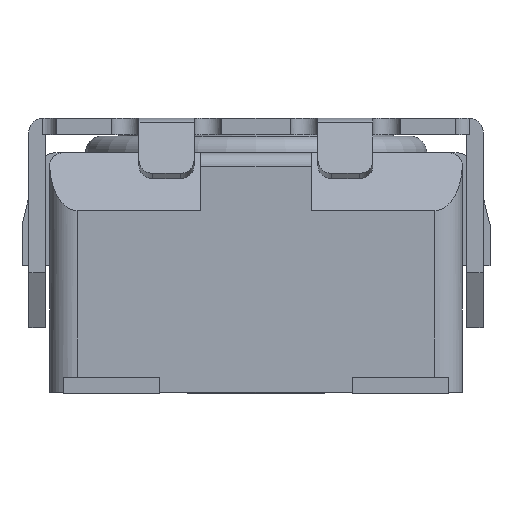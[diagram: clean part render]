
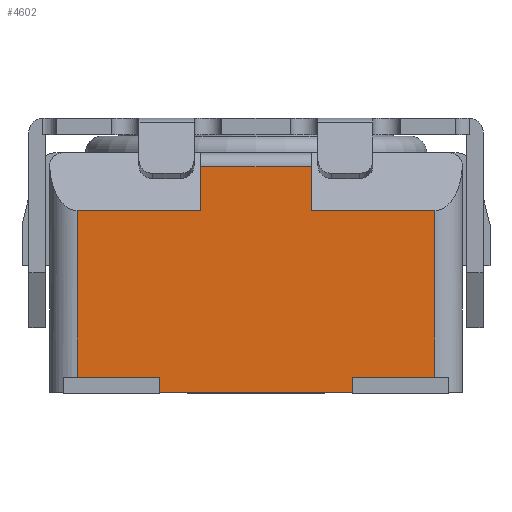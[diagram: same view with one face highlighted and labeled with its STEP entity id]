
A CAD part, front view. The second image highlights one B-rep face of the part: STEP entity #4602.
In plain terms, the highlighted planar face has unit normal (0, -1, 0).
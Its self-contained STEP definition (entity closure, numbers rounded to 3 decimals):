
#250=LINE('',#6521,#628);
#251=LINE('',#6524,#629);
#252=LINE('',#6526,#630);
#253=LINE('',#6528,#631);
#254=LINE('',#6530,#632);
#255=LINE('',#6532,#633);
#256=LINE('',#6534,#634);
#257=LINE('',#6536,#635);
#258=LINE('',#6538,#636);
#259=LINE('',#6540,#637);
#260=LINE('',#6542,#638);
#261=LINE('',#6544,#639);
#628=VECTOR('',#5428,1000.);
#629=VECTOR('',#5429,1000.);
#630=VECTOR('',#5430,1000.);
#631=VECTOR('',#5431,1000.);
#632=VECTOR('',#5432,1000.);
#633=VECTOR('',#5433,1000.);
#634=VECTOR('',#5434,1000.);
#635=VECTOR('',#5435,1000.);
#636=VECTOR('',#5436,1000.);
#637=VECTOR('',#5437,1000.);
#638=VECTOR('',#5438,1000.);
#639=VECTOR('',#5439,1000.);
#1113=ORIENTED_EDGE('',*,*,#2122,.F.);
#1114=ORIENTED_EDGE('',*,*,#2123,.F.);
#1115=ORIENTED_EDGE('',*,*,#2124,.T.);
#1116=ORIENTED_EDGE('',*,*,#2125,.F.);
#1117=ORIENTED_EDGE('',*,*,#2126,.T.);
#1118=ORIENTED_EDGE('',*,*,#2127,.F.);
#1119=ORIENTED_EDGE('',*,*,#2128,.T.);
#1120=ORIENTED_EDGE('',*,*,#2129,.F.);
#1121=ORIENTED_EDGE('',*,*,#2130,.T.);
#1122=ORIENTED_EDGE('',*,*,#2131,.T.);
#1123=ORIENTED_EDGE('',*,*,#2132,.F.);
#1124=ORIENTED_EDGE('',*,*,#2133,.T.);
#2122=EDGE_CURVE('',#2608,#2609,#250,.T.);
#2123=EDGE_CURVE('',#2610,#2608,#251,.T.);
#2124=EDGE_CURVE('',#2610,#2611,#252,.T.);
#2125=EDGE_CURVE('',#2612,#2611,#253,.T.);
#2126=EDGE_CURVE('',#2612,#2613,#254,.T.);
#2127=EDGE_CURVE('',#2614,#2613,#255,.T.);
#2128=EDGE_CURVE('',#2614,#2615,#256,.T.);
#2129=EDGE_CURVE('',#2616,#2615,#257,.T.);
#2130=EDGE_CURVE('',#2616,#2617,#258,.T.);
#2131=EDGE_CURVE('',#2617,#2618,#259,.T.);
#2132=EDGE_CURVE('',#2619,#2618,#260,.T.);
#2133=EDGE_CURVE('',#2619,#2609,#261,.T.);
#2608=VERTEX_POINT('',#6522);
#2609=VERTEX_POINT('',#6523);
#2610=VERTEX_POINT('',#6525);
#2611=VERTEX_POINT('',#6527);
#2612=VERTEX_POINT('',#6529);
#2613=VERTEX_POINT('',#6531);
#2614=VERTEX_POINT('',#6533);
#2615=VERTEX_POINT('',#6535);
#2616=VERTEX_POINT('',#6537);
#2617=VERTEX_POINT('',#6539);
#2618=VERTEX_POINT('',#6541);
#2619=VERTEX_POINT('',#6543);
#2933=EDGE_LOOP('',(#1113,#1114,#1115,#1116,#1117,#1118,#1119,#1120,#1121,
#1122,#1123,#1124));
#3127=FACE_BOUND('',#2933,.T.);
#3319=PLANE('',#4869);
#4602=ADVANCED_FACE('',(#3127),#3319,.F.);
#4869=AXIS2_PLACEMENT_3D('',#6520,#5426,#5427);
#5426=DIRECTION('',(0.,1.,0.));
#5427=DIRECTION('',(0.,0.,1.));
#5428=DIRECTION('',(-1.,0.,0.));
#5429=DIRECTION('',(0.,0.,1.));
#5430=DIRECTION('',(1.,0.,0.));
#5431=DIRECTION('',(0.,0.,-1.));
#5432=DIRECTION('',(1.,0.,0.));
#5433=DIRECTION('',(0.,0.,-1.));
#5434=DIRECTION('',(-1.,0.,0.));
#5435=DIRECTION('',(0.,0.,-1.));
#5436=DIRECTION('',(-1.,0.,0.));
#5437=DIRECTION('',(0.,0.,-1.));
#5438=DIRECTION('',(1.,0.,0.));
#5439=DIRECTION('',(0.,0.,-1.));
#6520=CARTESIAN_POINT('',(-1.3,-1.6,1.75));
#6521=CARTESIAN_POINT('',(-1.3,-1.6,0.12));
#6522=CARTESIAN_POINT('',(-0.7,-1.6,0.12));
#6523=CARTESIAN_POINT('',(-1.3,-1.6,0.12));
#6524=CARTESIAN_POINT('',(-0.7,-1.6,1.75));
#6525=CARTESIAN_POINT('',(-0.7,-1.6,0.01));
#6526=CARTESIAN_POINT('',(-1.3,-1.6,0.01));
#6527=CARTESIAN_POINT('',(0.7,-1.6,0.01));
#6528=CARTESIAN_POINT('',(0.7,-1.6,1.75));
#6529=CARTESIAN_POINT('',(0.7,-1.6,0.12));
#6530=CARTESIAN_POINT('',(-1.3,-1.6,0.12));
#6531=CARTESIAN_POINT('',(1.3,-1.6,0.12));
#6532=CARTESIAN_POINT('',(1.3,-1.6,1.75));
#6533=CARTESIAN_POINT('',(1.3,-1.6,1.33));
#6534=CARTESIAN_POINT('',(2.4,-1.6,1.33));
#6535=CARTESIAN_POINT('',(0.4,-1.6,1.33));
#6536=CARTESIAN_POINT('',(0.4,-1.6,2.33));
#6537=CARTESIAN_POINT('',(0.4,-1.6,1.65));
#6538=CARTESIAN_POINT('',(1.85,-1.6,1.65));
#6539=CARTESIAN_POINT('',(-0.4,-1.6,1.65));
#6540=CARTESIAN_POINT('',(-0.4,-1.6,2.33));
#6541=CARTESIAN_POINT('',(-0.4,-1.6,1.33));
#6542=CARTESIAN_POINT('',(-2.4,-1.6,1.33));
#6543=CARTESIAN_POINT('',(-1.3,-1.6,1.33));
#6544=CARTESIAN_POINT('',(-1.3,-1.6,1.75));
